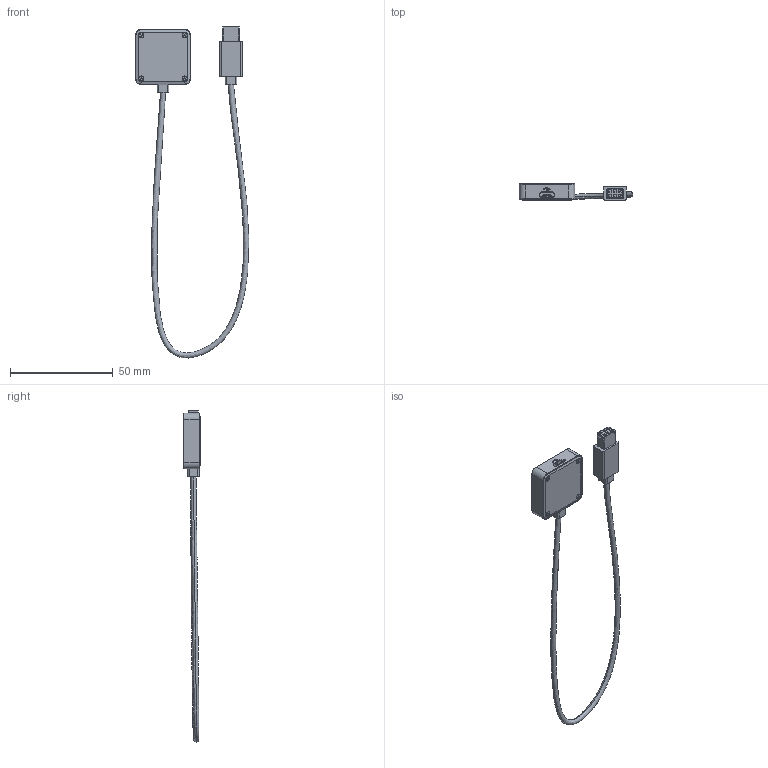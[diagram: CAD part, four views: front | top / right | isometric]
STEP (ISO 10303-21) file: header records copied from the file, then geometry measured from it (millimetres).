
FILE_DESCRIPTION (( 'STEP AP214' ), '1' );
FILE_NAME ('DJI - A3 - LED Module.STEP', '2019-05-16T17:52:05', ( '' ), ( '' ), 'SwSTEP 2.0', 'SolidWorks 2018', '' );
FILE_SCHEMA (( 'AUTOMOTIVE_DESIGN' ));
Length unit declared in the file: millimetre
Products named in the file (4): DJI - A3 - LED Module; CAN 6 Pin - Plug^DJI - A3 - LED Module; Cable#1^DJI - A3 - LED Module; LED Pro^DJI - A3 - LED Module
Assembly tree (3 placements, depth 2):
  DJI - A3 - LED Module
    LED Pro^DJI - A3 - LED Module
    CAN 6 Pin - Plug^DJI - A3 - LED Module
    Cable#1^DJI - A3 - LED Module
Bounding box: 55.16 x 8 x 161.19 mm (x, y, z)
Volume: 4481.6 mm3; surface area: 8147.3 mm2
Topology: 10 solids, 10 shells, 640 faces, 1832 edges, 1197 vertices
Faces by surface type: plane 472, cylinder 134, cone 20, torus 8, sphere 4, bspline 2
Entity records: 22158 total; most frequent: CARTESIAN_POINT 4553, ORIENTED_EDGE 3624, DIRECTION 3343, EDGE_CURVE 1812, VECTOR 1369, LINE 1369, VERTEX_POINT 1197, AXIS2_PLACEMENT_3D 987
